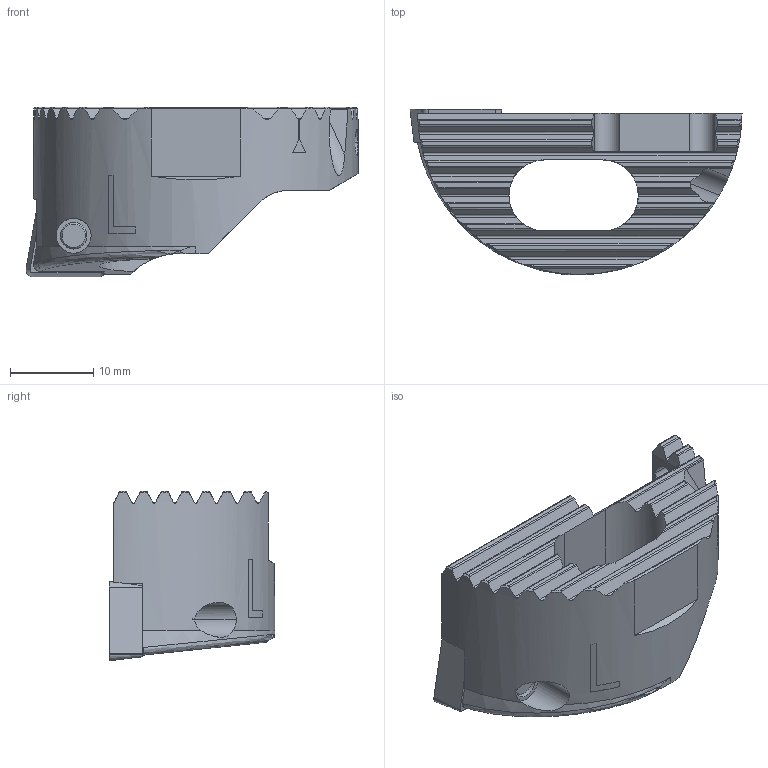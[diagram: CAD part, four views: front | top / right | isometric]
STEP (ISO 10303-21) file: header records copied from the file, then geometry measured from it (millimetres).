
FILE_DESCRIPTION(('no description'),'unknown implementation level');
FILE_NAME('8B554529-1202-4A72-9D4E-D277DF62F769_export.stp',' ',('CIMSOURCE GmbH'),('CADClick - KiM GmbH - www.kimweb.de'),'unknown preprocess','ACIS','unknown authorization');
FILE_SCHEMA(('automotive_design'));
Length unit declared in the file: millimetre
Products named in the file (3): 639.442 Kaiser 41-54 SW41 CC09 L|654.952 Kaiser CCMT 09T308 K20C;Kombinieren1; 639.442 Kaiser 41-54 SW41 CC09 L|639.442 Kaiser 41-54 SW41 CC09 L;Marke winklig; 639.442 Kaiser 41-54 SW41 CC09 L|694.141 Kaiser ETL M4x9.2 T15 IP 10S;Kreismuster1
Bounding box: 39.92 x 19.87 x 20.4 mm (x, y, z)
Volume: 5162.2 mm3; surface area: 4105.2 mm2
Topology: 3 solids, 3 shells, 243 faces, 682 edges, 442 vertices
Faces by surface type: plane 102, cylinder 94, cone 36, torus 10, bspline 1
Entity records: 16718 total; most frequent: CARTESIAN_POINT 2871, STYLED_ITEM 1366, PRESENTATION_STYLE_ASSIGNMENT 1366, COLOUR_RGB 1366, ORIENTED_EDGE 1356, DIRECTION 1317, EDGE_CURVE 678, CURVE_STYLE 678
